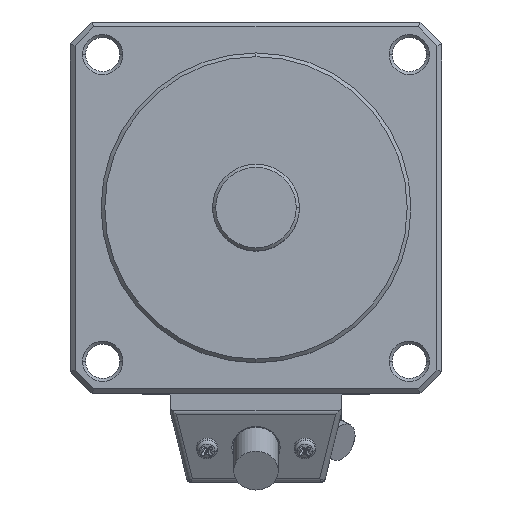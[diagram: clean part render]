
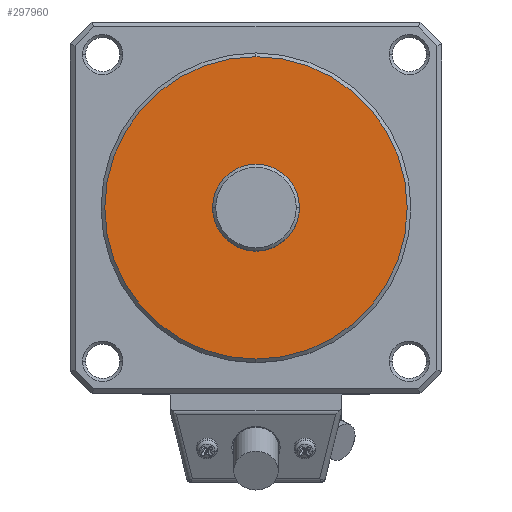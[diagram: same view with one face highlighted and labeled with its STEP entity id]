
A CAD part, top view. The second image highlights one B-rep face of the part: STEP entity #297960.
In plain terms, the highlighted planar face has unit normal (0, 0, 1).
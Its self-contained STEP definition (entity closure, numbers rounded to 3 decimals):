
#297350=CARTESIAN_POINT('',(0.,0.,
-13.2));
#297360=DIRECTION('',(0.,0.,1.));
#297370=DIRECTION('',(0.,-1.,0.));
#297380=AXIS2_PLACEMENT_3D('',#297350,#297360,#297370);
#297390=CIRCLE('',#297380,24.4);
#297400=CARTESIAN_POINT('',(24.4,0.,-13.2));
#297410=VERTEX_POINT('',#297400);
#297420=CARTESIAN_POINT('',(0.,24.4,-13.2));
#297430=VERTEX_POINT('',#297420);
#297440=EDGE_CURVE('',#297410,#297430,#297390,.T.);
#297610=CARTESIAN_POINT('',(0.,-24.4,-13.2));
#297620=VERTEX_POINT('',#297610);
#297650=EDGE_CURVE('',#297620,#297410,#297390,.T.);
#297700=CARTESIAN_POINT('',(-24.4,-24.4,-13.2));
#297710=DIRECTION('',(0.,0.,1.));
#297720=DIRECTION('',(1.,0.,0.));
#297730=AXIS2_PLACEMENT_3D('',#297700,#297710,#297720);
#297740=PLANE('',#297730);
#297750=CARTESIAN_POINT('',(0.,0.,
-13.2));
#297760=DIRECTION('',(0.,0.,1.));
#297770=DIRECTION('',(1.,0.,0.));
#297780=AXIS2_PLACEMENT_3D('',#297750,#297760,#297770);
#297790=CIRCLE('',#297780,7.);
#297800=CARTESIAN_POINT('',(-7.,0.,-13.2));
#297810=VERTEX_POINT('',#297800);
#297820=CARTESIAN_POINT('',(7.,0.,-13.2));
#297830=VERTEX_POINT('',#297820);
#297840=EDGE_CURVE('',#297810,#297830,#297790,.T.);
#297850=ORIENTED_EDGE('',*,*,#297840,.F.);
#297860=EDGE_CURVE('',#297830,#297810,#297790,.T.);
#297870=ORIENTED_EDGE('',*,*,#297860,.F.);
#297880=EDGE_LOOP('',(#297870,#297850));
#297890=FACE_BOUND('',#297880,.T.);
#297900=EDGE_CURVE('',#297430,#297620,#297390,.T.);
#297910=ORIENTED_EDGE('',*,*,#297900,.T.);
#297920=ORIENTED_EDGE('',*,*,#297440,.T.);
#297930=ORIENTED_EDGE('',*,*,#297650,.T.);
#297940=EDGE_LOOP('',(#297930,#297920,#297910));
#297950=FACE_OUTER_BOUND('',#297940,.T.);
#297960=ADVANCED_FACE('',(#297890,#297950),#297740,.T.);
